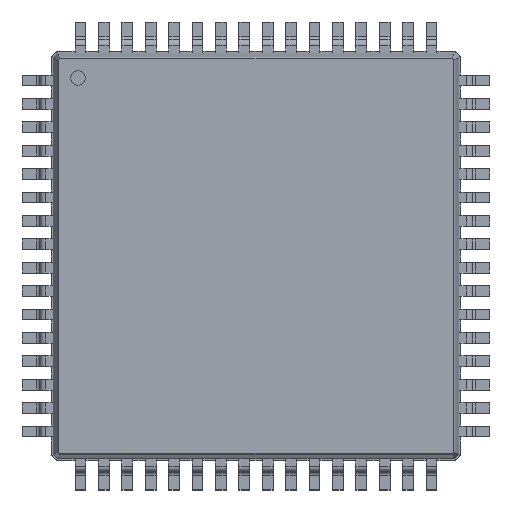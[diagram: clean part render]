
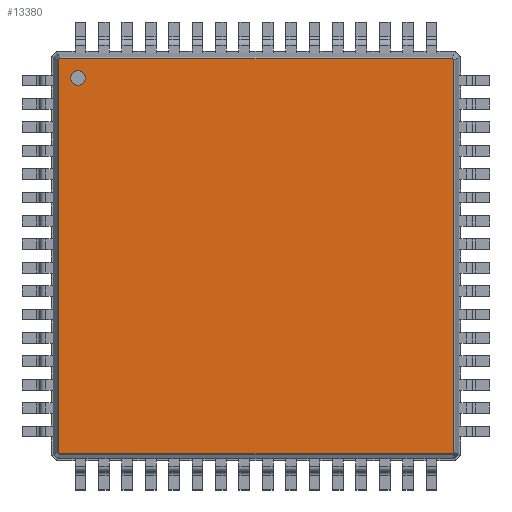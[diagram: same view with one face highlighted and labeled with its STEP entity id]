
A CAD part, top view. The second image highlights one B-rep face of the part: STEP entity #13380.
In plain terms, the highlighted planar face has unit normal (0, 0, 1).
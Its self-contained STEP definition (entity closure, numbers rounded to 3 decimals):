
#6585 = VERTEX_POINT('',#6586);
#6586 = CARTESIAN_POINT('',(-6.702,6.746,1.5));
#6876 = EDGE_CURVE('',#6585,#6877,#6879,.T.);
#6877 = VERTEX_POINT('',#6878);
#6878 = CARTESIAN_POINT('',(6.702,6.746,1.5));
#6879 = B_SPLINE_CURVE_WITH_KNOTS('',2,(#6880,#6881,#6882,#6883,#6884),
.UNSPECIFIED.,.F.,.F.,(3,1,1,3),(-0.698,-0.04,
13.477,14.135),.UNSPECIFIED.);
#6880 = CARTESIAN_POINT('',(-7.417,6.746,1.5));
#6881 = CARTESIAN_POINT('',(-7.088,6.746,1.5));
#6882 = CARTESIAN_POINT('',(0.,6.746,1.5));
#6883 = CARTESIAN_POINT('',(7.088,6.746,1.5));
#6884 = CARTESIAN_POINT('',(7.417,6.746,1.5));
#12737 = EDGE_CURVE('',#6877,#12738,#12740,.T.);
#12738 = VERTEX_POINT('',#12739);
#12739 = CARTESIAN_POINT('',(6.746,6.702,1.5));
#12740 = B_SPLINE_CURVE_WITH_KNOTS('',2,(#12741,#12742,#12743,#12744,
#12745),.UNSPECIFIED.,.F.,.F.,(3,1,1,3),(-0.29,
-0.04,0.137,0.386),.UNSPECIFIED.);
#12741 = CARTESIAN_POINT('',(6.485,6.963,1.5));
#12742 = CARTESIAN_POINT('',(6.574,6.875,1.5));
#12743 = CARTESIAN_POINT('',(6.724,6.724,1.5));
#12744 = CARTESIAN_POINT('',(6.875,6.574,1.5));
#12745 = CARTESIAN_POINT('',(6.963,6.485,1.5));
#13058 = VERTEX_POINT('',#13059);
#13059 = CARTESIAN_POINT('',(-6.746,6.702,1.5));
#13355 = EDGE_CURVE('',#13058,#6585,#13356,.T.);
#13356 = B_SPLINE_CURVE_WITH_KNOTS('',2,(#13357,#13358,#13359,#13360,
#13361),.UNSPECIFIED.,.F.,.F.,(3,1,1,3),(-0.29,
-0.04,0.137,0.386),.UNSPECIFIED.);
#13357 = CARTESIAN_POINT('',(-6.963,6.485,1.5));
#13358 = CARTESIAN_POINT('',(-6.875,6.574,1.5));
#13359 = CARTESIAN_POINT('',(-6.724,6.724,1.5));
#13360 = CARTESIAN_POINT('',(-6.574,6.875,1.5));
#13361 = CARTESIAN_POINT('',(-6.485,6.963,1.5));
#13380 = ADVANCED_FACE('',(#13381,#13434),#13445,.T.);
#13381 = FACE_BOUND('',#13382,.T.);
#13382 = EDGE_LOOP('',(#13383,#13395,#13403,#13404,#13405,#13406,#13416,
#13426));
#13383 = ORIENTED_EDGE('',*,*,#13384,.F.);
#13384 = EDGE_CURVE('',#13385,#13387,#13389,.T.);
#13385 = VERTEX_POINT('',#13386);
#13386 = CARTESIAN_POINT('',(6.746,-6.702,1.5));
#13387 = VERTEX_POINT('',#13388);
#13388 = CARTESIAN_POINT('',(6.702,-6.746,1.5));
#13389 = B_SPLINE_CURVE_WITH_KNOTS('',2,(#13390,#13391,#13392,#13393,
#13394),.UNSPECIFIED.,.F.,.F.,(3,1,1,3),(-0.29,
-0.04,0.137,0.386),.UNSPECIFIED.);
#13390 = CARTESIAN_POINT('',(6.963,-6.485,1.5));
#13391 = CARTESIAN_POINT('',(6.875,-6.574,1.5));
#13392 = CARTESIAN_POINT('',(6.724,-6.724,1.5));
#13393 = CARTESIAN_POINT('',(6.574,-6.875,1.5));
#13394 = CARTESIAN_POINT('',(6.485,-6.963,1.5));
#13395 = ORIENTED_EDGE('',*,*,#13396,.F.);
#13396 = EDGE_CURVE('',#12738,#13385,#13397,.T.);
#13397 = B_SPLINE_CURVE_WITH_KNOTS('',2,(#13398,#13399,#13400,#13401,
#13402),.UNSPECIFIED.,.F.,.F.,(3,1,1,3),(-0.698,
-0.04,13.477,14.135),
.UNSPECIFIED.);
#13398 = CARTESIAN_POINT('',(6.746,7.417,1.5));
#13399 = CARTESIAN_POINT('',(6.746,7.088,1.5));
#13400 = CARTESIAN_POINT('',(6.746,0.,1.5));
#13401 = CARTESIAN_POINT('',(6.746,-7.088,1.5));
#13402 = CARTESIAN_POINT('',(6.746,-7.417,1.5));
#13403 = ORIENTED_EDGE('',*,*,#12737,.F.);
#13404 = ORIENTED_EDGE('',*,*,#6876,.F.);
#13405 = ORIENTED_EDGE('',*,*,#13355,.F.);
#13406 = ORIENTED_EDGE('',*,*,#13407,.F.);
#13407 = EDGE_CURVE('',#13408,#13058,#13410,.T.);
#13408 = VERTEX_POINT('',#13409);
#13409 = CARTESIAN_POINT('',(-6.746,-6.702,1.5));
#13410 = B_SPLINE_CURVE_WITH_KNOTS('',2,(#13411,#13412,#13413,#13414,
#13415),.UNSPECIFIED.,.F.,.F.,(3,1,1,3),(-0.698,
-0.04,13.477,14.135),
.UNSPECIFIED.);
#13411 = CARTESIAN_POINT('',(-6.746,-7.417,1.5));
#13412 = CARTESIAN_POINT('',(-6.746,-7.088,1.5));
#13413 = CARTESIAN_POINT('',(-6.746,0.,1.5));
#13414 = CARTESIAN_POINT('',(-6.746,7.088,1.5));
#13415 = CARTESIAN_POINT('',(-6.746,7.417,1.5));
#13416 = ORIENTED_EDGE('',*,*,#13417,.F.);
#13417 = EDGE_CURVE('',#13418,#13408,#13420,.T.);
#13418 = VERTEX_POINT('',#13419);
#13419 = CARTESIAN_POINT('',(-6.702,-6.746,1.5));
#13420 = B_SPLINE_CURVE_WITH_KNOTS('',2,(#13421,#13422,#13423,#13424,
#13425),.UNSPECIFIED.,.F.,.F.,(3,1,1,3),(-0.29,
-0.04,0.137,0.386),.UNSPECIFIED.);
#13421 = CARTESIAN_POINT('',(-6.485,-6.963,1.5));
#13422 = CARTESIAN_POINT('',(-6.574,-6.875,1.5));
#13423 = CARTESIAN_POINT('',(-6.724,-6.724,1.5));
#13424 = CARTESIAN_POINT('',(-6.875,-6.574,1.5));
#13425 = CARTESIAN_POINT('',(-6.963,-6.485,1.5));
#13426 = ORIENTED_EDGE('',*,*,#13427,.F.);
#13427 = EDGE_CURVE('',#13387,#13418,#13428,.T.);
#13428 = B_SPLINE_CURVE_WITH_KNOTS('',2,(#13429,#13430,#13431,#13432,
#13433),.UNSPECIFIED.,.F.,.F.,(3,1,1,3),(-0.698,
-0.04,13.477,14.135),
.UNSPECIFIED.);
#13429 = CARTESIAN_POINT('',(7.417,-6.746,1.5));
#13430 = CARTESIAN_POINT('',(7.088,-6.746,1.5));
#13431 = CARTESIAN_POINT('',(0.,-6.746,1.5));
#13432 = CARTESIAN_POINT('',(-7.088,-6.746,1.5));
#13433 = CARTESIAN_POINT('',(-7.417,-6.746,1.5));
#13434 = FACE_BOUND('',#13435,.T.);
#13435 = EDGE_LOOP('',(#13436));
#13436 = ORIENTED_EDGE('',*,*,#13437,.F.);
#13437 = EDGE_CURVE('',#13438,#13438,#13440,.T.);
#13438 = VERTEX_POINT('',#13439);
#13439 = CARTESIAN_POINT('',(-6.087,5.837,1.5));
#13440 = CIRCLE('',#13441,0.25);
#13441 = AXIS2_PLACEMENT_3D('',#13442,#13443,#13444);
#13442 = CARTESIAN_POINT('',(-6.087,6.087,1.5));
#13443 = DIRECTION('',(0.,0.,1.));
#13444 = DIRECTION('',(0.,-1.,0.));
#13445 = PLANE('',#13446);
#13446 = AXIS2_PLACEMENT_3D('',#13447,#13448,#13449);
#13447 = CARTESIAN_POINT('',(-6.718,6.787,1.5));
#13448 = DIRECTION('',(0.,0.,1.));
#13449 = DIRECTION('',(0.704,-0.711,0.));
